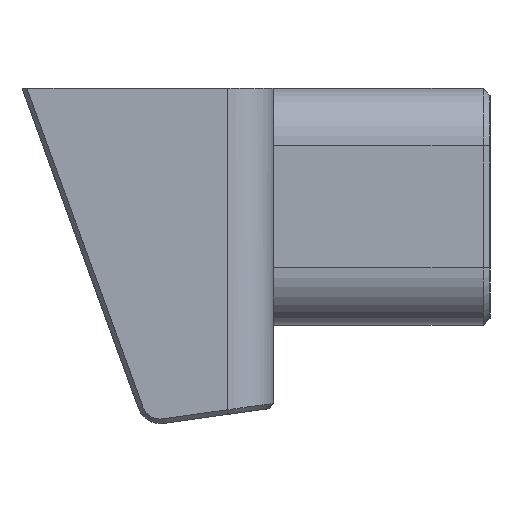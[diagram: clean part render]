
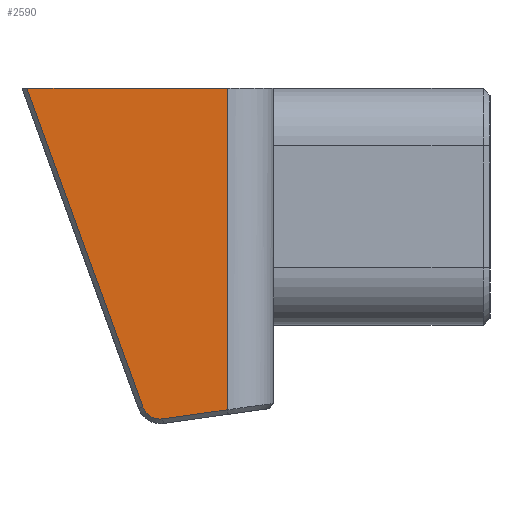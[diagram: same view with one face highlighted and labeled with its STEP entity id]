
A CAD part, left-side view. The second image highlights one B-rep face of the part: STEP entity #2590.
In plain terms, the highlighted planar face has unit normal (-1, 0, 0).
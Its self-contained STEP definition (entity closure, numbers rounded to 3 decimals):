
#104=CIRCLE('',#2747,0.8);
#288=LINE('',#5303,#488);
#291=LINE('',#5314,#491);
#306=LINE('',#5459,#506);
#307=LINE('',#5460,#507);
#488=VECTOR('',#3167,10.);
#491=VECTOR('',#3178,10.);
#506=VECTOR('',#3207,10.);
#507=VECTOR('',#3208,10.);
#583=PLANE('',#2755);
#716=FACE_OUTER_BOUND('',#876,.T.);
#876=EDGE_LOOP('',(#2208,#2209,#2210,#2211,#2212,#2213));
#1035=B_SPLINE_CURVE_WITH_KNOTS('',3,(#5407,#5408,#5409,#5410),
 .UNSPECIFIED.,.F.,.F.,(4,4),(1.557,1.571),
 .UNSPECIFIED.);
#1230=VERTEX_POINT('',#5299);
#1231=VERTEX_POINT('',#5301);
#1233=VERTEX_POINT('',#5307);
#1235=VERTEX_POINT('',#5312);
#1236=VERTEX_POINT('',#5336);
#1250=VERTEX_POINT('',#5458);
#1577=EDGE_CURVE('',#1231,#1230,#288,.T.);
#1580=EDGE_CURVE('',#1233,#1231,#104,.T.);
#1582=EDGE_CURVE('',#1235,#1233,#291,.T.);
#1594=EDGE_CURVE('',#1236,#1235,#1035,.T.);
#1607=EDGE_CURVE('',#1250,#1236,#306,.T.);
#1608=EDGE_CURVE('',#1230,#1250,#307,.F.);
#2208=ORIENTED_EDGE('',*,*,#1577,.F.);
#2209=ORIENTED_EDGE('',*,*,#1580,.F.);
#2210=ORIENTED_EDGE('',*,*,#1582,.F.);
#2211=ORIENTED_EDGE('',*,*,#1594,.F.);
#2212=ORIENTED_EDGE('',*,*,#1607,.F.);
#2213=ORIENTED_EDGE('',*,*,#1608,.F.);
#2590=ADVANCED_FACE('',(#716),#583,.T.);
#2747=AXIS2_PLACEMENT_3D('',#5309,#3173,#3174);
#2755=AXIS2_PLACEMENT_3D('',#5457,#3205,#3206);
#3167=DIRECTION('',(0.,0.342,0.94));
#3173=DIRECTION('center_axis',(1.,0.,0.));
#3174=DIRECTION('ref_axis',(0.,0.515,-0.857));
#3178=DIRECTION('',(0.,0.99,-0.139));
#3205=DIRECTION('center_axis',(-1.,0.,0.));
#3206=DIRECTION('ref_axis',(0.,0.,-1.));
#3207=DIRECTION('',(0.,0.,-1.));
#3208=DIRECTION('',(0.,1.,0.));
#5299=CARTESIAN_POINT('',(13.23,0.226,-11.7));
#5301=CARTESIAN_POINT('',(13.23,-4.814,-25.546));
#5303=CARTESIAN_POINT('',(13.23,-2.342,-18.755));
#5307=CARTESIAN_POINT('',(13.23,-5.677,-26.065));
#5309=CARTESIAN_POINT('Origin',(13.23,-5.566,-25.273));
#5312=CARTESIAN_POINT('',(13.23,-8.472,-25.672));
#5314=CARTESIAN_POINT('',(13.23,-64.571,-17.788));
#5336=CARTESIAN_POINT('',(13.23,-8.5,-25.668));
#5407=CARTESIAN_POINT('Ctrl Pts',(13.23,-8.5,-25.668));
#5408=CARTESIAN_POINT('Ctrl Pts',(13.23,-8.491,-25.67));
#5409=CARTESIAN_POINT('Ctrl Pts',(13.23,-8.481,-25.671));
#5410=CARTESIAN_POINT('Ctrl Pts',(13.23,-8.472,-25.672));
#5457=CARTESIAN_POINT('Origin',(13.23,1.5,-11.6));
#5458=CARTESIAN_POINT('',(13.23,-8.5,-11.7));
#5459=CARTESIAN_POINT('',(13.23,-8.5,-15.43));
#5460=CARTESIAN_POINT('',(13.23,1.5,-11.7));
